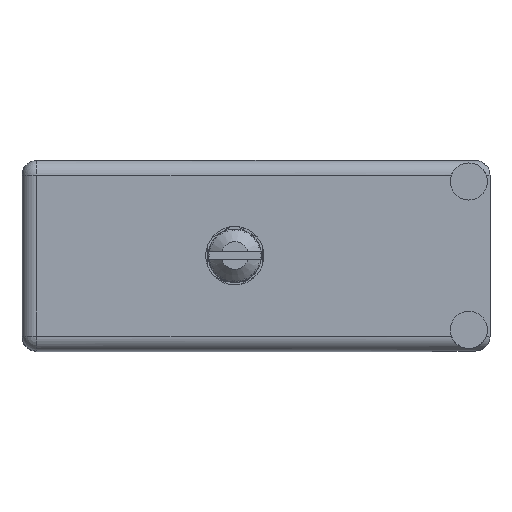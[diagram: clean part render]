
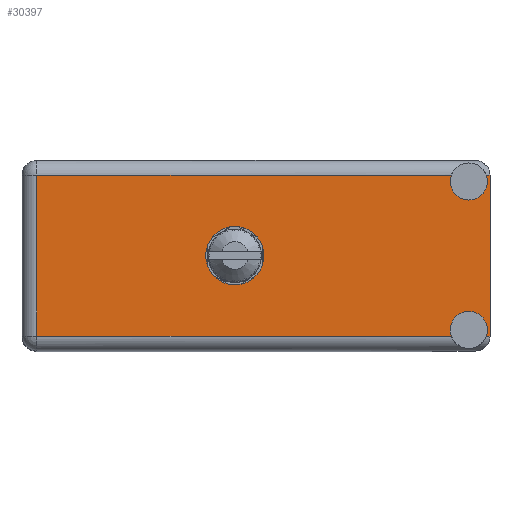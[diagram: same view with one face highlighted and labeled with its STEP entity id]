
A CAD part, top view. The second image highlights one B-rep face of the part: STEP entity #30397.
In plain terms, the highlighted face is planar.
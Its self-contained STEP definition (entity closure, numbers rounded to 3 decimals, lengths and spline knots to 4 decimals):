
#160 = EDGE_CURVE ( 'NONE', #93792, #73240, #49745, .T. ) ;
#2212 = CARTESIAN_POINT ( 'NONE',  ( -1.004, 1.466, -0.3795 ) ) ;
#4114 = ORIENTED_EDGE ( 'NONE', *, *, #10627, .F. ) ;
#4514 = VECTOR ( 'NONE', #63588, 39.3701 ) ;
#6811 = CIRCLE ( 'NONE', #43373, 0.1375 ) ;
#7051 = ORIENTED_EDGE ( 'NONE', *, *, #81432, .F. ) ;
#9830 = CARTESIAN_POINT ( 'NONE',  ( 1.204, 1.466, 0.3795 ) ) ;
#10057 = VERTEX_POINT ( 'NONE', #18575 ) ;
#10627 = EDGE_CURVE ( 'NONE', #93792, #107838, #64263, .T. ) ;
#12318 = ORIENTED_EDGE ( 'NONE', *, *, #24328, .F. ) ;
#13258 = CARTESIAN_POINT ( 'NONE',  ( 1.204, 1.466, -0.3795 ) ) ;
#15045 = ORIENTED_EDGE ( 'NONE', *, *, #102962, .T. ) ;
#15257 = DIRECTION ( 'NONE',  ( 0., 0., 1. ) ) ;
#15268 = AXIS2_PLACEMENT_3D ( 'NONE', #16652, #106068, #35190 ) ;
#15881 = DIRECTION ( 'NONE',  ( -1., 0., 0. ) ) ;
#16652 = CARTESIAN_POINT ( 'NONE',  ( 0., 1.466, 0. ) ) ;
#18575 = CARTESIAN_POINT ( 'NONE',  ( 1.0216, 1.466, -0.3795 ) ) ;
#20101 = CARTESIAN_POINT ( 'NONE',  ( 1.204, 1.466, 0.3795 ) ) ;
#20959 = CARTESIAN_POINT ( 'NONE',  ( 1.0216, 1.466, 0.3795 ) ) ;
#21150 = EDGE_CURVE ( 'NONE', #10057, #36007, #32422, .T. ) ;
#21230 = AXIS2_PLACEMENT_3D ( 'NONE', #26492, #60475, #79026 ) ;
#22973 = FACE_BOUND ( 'NONE', #101941, .T. ) ;
#24300 = ORIENTED_EDGE ( 'NONE', *, *, #160, .T. ) ;
#24328 = EDGE_CURVE ( 'NONE', #98265, #57540, #101155, .T. ) ;
#26303 = VECTOR ( 'NONE', #91209, 39.3701 ) ;
#26492 = CARTESIAN_POINT ( 'NONE',  ( 1.104, 1.466, 0.35 ) ) ;
#28418 = AXIS2_PLACEMENT_3D ( 'NONE', #102279, #75861, #67023 ) ;
#28452 = CARTESIAN_POINT ( 'NONE',  ( 1.204, 1.466, 0.3795 ) ) ;
#29256 = CARTESIAN_POINT ( 'NONE',  ( -0.934, 1.466, -0.4495 ) ) ;
#30397 = ADVANCED_FACE ( 'NONE', ( #22973, #61644 ), #75794, .T. ) ;
#30829 = LINE ( 'NONE', #28452, #4514 ) ;
#32315 = CARTESIAN_POINT ( 'NONE',  ( 1.104, 1.466, -0.2625 ) ) ;
#32422 = CIRCLE ( 'NONE', #28418, 0.0875 ) ;
#34274 = ORIENTED_EDGE ( 'NONE', *, *, #90236, .T. ) ;
#34804 = DIRECTION ( 'NONE',  ( 0., 0., 1. ) ) ;
#35190 = DIRECTION ( 'NONE',  ( 0., 0., 1. ) ) ;
#36007 = VERTEX_POINT ( 'NONE', #32315 ) ;
#40291 = LINE ( 'NONE', #29256, #93020 ) ;
#42673 = DIRECTION ( 'NONE',  ( 0., 1., 0. ) ) ;
#43373 = AXIS2_PLACEMENT_3D ( 'NONE', #68236, #42673, #15257 ) ;
#45150 = CARTESIAN_POINT ( 'NONE',  ( 1.104, 1.466, -0.35 ) ) ;
#45708 = DIRECTION ( 'NONE',  ( 1., 0., 0. ) ) ;
#46459 = CARTESIAN_POINT ( 'NONE',  ( 1.1864, 1.466, 0.3795 ) ) ;
#49745 = LINE ( 'NONE', #2212, #26303 ) ;
#51617 = VERTEX_POINT ( 'NONE', #99531 ) ;
#53864 = AXIS2_PLACEMENT_3D ( 'NONE', #93357, #76597, #102207 ) ;
#54216 = EDGE_CURVE ( 'NONE', #67218, #107838, #76365, .T. ) ;
#55609 = VECTOR ( 'NONE', #45708, 39.3701 ) ;
#57428 = DIRECTION ( 'NONE',  ( 0., 0., 1. ) ) ;
#57540 = VERTEX_POINT ( 'NONE', #20959 ) ;
#59063 = EDGE_CURVE ( 'NONE', #10057, #103783, #63266, .T. ) ;
#60475 = DIRECTION ( 'NONE',  ( 0., 1., 0. ) ) ;
#60879 = CIRCLE ( 'NONE', #15268, 0.1375 ) ;
#61644 = FACE_OUTER_BOUND ( 'NONE', #74495, .T. ) ;
#62082 = VERTEX_POINT ( 'NONE', #80716 ) ;
#62741 = DIRECTION ( 'NONE',  ( 0., 0., 1. ) ) ;
#63266 = LINE ( 'NONE', #112666, #71683 ) ;
#63588 = DIRECTION ( 'NONE',  ( 1., 0., 0. ) ) ;
#64263 = LINE ( 'NONE', #80141, #82236 ) ;
#64287 = AXIS2_PLACEMENT_3D ( 'NONE', #87062, #87830, #34804 ) ;
#65502 = CIRCLE ( 'NONE', #107154, 0.0875 ) ;
#67023 = DIRECTION ( 'NONE',  ( 0., 0., 1. ) ) ;
#67218 = VERTEX_POINT ( 'NONE', #46459 ) ;
#67386 = ORIENTED_EDGE ( 'NONE', *, *, #93981, .F. ) ;
#68192 = ORIENTED_EDGE ( 'NONE', *, *, #59063, .T. ) ;
#68236 = CARTESIAN_POINT ( 'NONE',  ( 0., 1.466, 0. ) ) ;
#71683 = VECTOR ( 'NONE', #15881, 39.3701 ) ;
#72576 = ORIENTED_EDGE ( 'NONE', *, *, #89558, .F. ) ;
#73240 = VERTEX_POINT ( 'NONE', #80490 ) ;
#74495 = EDGE_LOOP ( 'NONE', ( #34274, #12318, #72576, #112964, #4114, #24300, #114567, #81759, #68192, #15045 ) ) ;
#75794 = PLANE ( 'NONE',  #53864 ) ;
#75861 = DIRECTION ( 'NONE',  ( 0., 1., 0. ) ) ;
#76365 = LINE ( 'NONE', #9830, #55609 ) ;
#76597 = DIRECTION ( 'NONE',  ( 0., 1., 0. ) ) ;
#79026 = DIRECTION ( 'NONE',  ( 0., 0., 1. ) ) ;
#80141 = CARTESIAN_POINT ( 'NONE',  ( 1.204, 1.466, 0.4495 ) ) ;
#80490 = CARTESIAN_POINT ( 'NONE',  ( 1.1864, 1.466, -0.3795 ) ) ;
#80716 = CARTESIAN_POINT ( 'NONE',  ( 0., 1.466, 0.1375 ) ) ;
#81157 = DIRECTION ( 'NONE',  ( 0., 0., 1. ) ) ;
#81432 = EDGE_CURVE ( 'NONE', #93557, #62082, #6811, .T. ) ;
#81759 = ORIENTED_EDGE ( 'NONE', *, *, #21150, .F. ) ;
#82236 = VECTOR ( 'NONE', #62741, 39.3701 ) ;
#87062 = CARTESIAN_POINT ( 'NONE',  ( 1.104, 1.466, 0.35 ) ) ;
#87830 = DIRECTION ( 'NONE',  ( 0., 1., 0. ) ) ;
#89558 = EDGE_CURVE ( 'NONE', #67218, #98265, #101559, .T. ) ;
#90148 = DIRECTION ( 'NONE',  ( 0., 1., 0. ) ) ;
#90236 = EDGE_CURVE ( 'NONE', #51617, #57540, #30829, .T. ) ;
#91209 = DIRECTION ( 'NONE',  ( -1., 0., 0. ) ) ;
#93020 = VECTOR ( 'NONE', #57428, 39.3701 ) ;
#93357 = CARTESIAN_POINT ( 'NONE',  ( -1.004, 1.466, -0.4495 ) ) ;
#93557 = VERTEX_POINT ( 'NONE', #102221 ) ;
#93792 = VERTEX_POINT ( 'NONE', #13258 ) ;
#93981 = EDGE_CURVE ( 'NONE', #62082, #93557, #60879, .T. ) ;
#98265 = VERTEX_POINT ( 'NONE', #108026 ) ;
#99531 = CARTESIAN_POINT ( 'NONE',  ( -0.934, 1.466, 0.3795 ) ) ;
#100682 = EDGE_CURVE ( 'NONE', #36007, #73240, #65502, .T. ) ;
#101155 = CIRCLE ( 'NONE', #64287, 0.0875 ) ;
#101559 = CIRCLE ( 'NONE', #21230, 0.0875 ) ;
#101941 = EDGE_LOOP ( 'NONE', ( #67386, #7051 ) ) ;
#102207 = DIRECTION ( 'NONE',  ( -1., 0., 0. ) ) ;
#102221 = CARTESIAN_POINT ( 'NONE',  ( 0., 1.466, -0.1375 ) ) ;
#102279 = CARTESIAN_POINT ( 'NONE',  ( 1.104, 1.466, -0.35 ) ) ;
#102962 = EDGE_CURVE ( 'NONE', #103783, #51617, #40291, .T. ) ;
#103174 = CARTESIAN_POINT ( 'NONE',  ( -0.934, 1.466, -0.3795 ) ) ;
#103783 = VERTEX_POINT ( 'NONE', #103174 ) ;
#106068 = DIRECTION ( 'NONE',  ( 0., 1., 0. ) ) ;
#107154 = AXIS2_PLACEMENT_3D ( 'NONE', #45150, #90148, #81157 ) ;
#107838 = VERTEX_POINT ( 'NONE', #20101 ) ;
#108026 = CARTESIAN_POINT ( 'NONE',  ( 1.104, 1.466, 0.2625 ) ) ;
#112666 = CARTESIAN_POINT ( 'NONE',  ( -1.004, 1.466, -0.3795 ) ) ;
#112964 = ORIENTED_EDGE ( 'NONE', *, *, #54216, .T. ) ;
#114567 = ORIENTED_EDGE ( 'NONE', *, *, #100682, .F. ) ;
